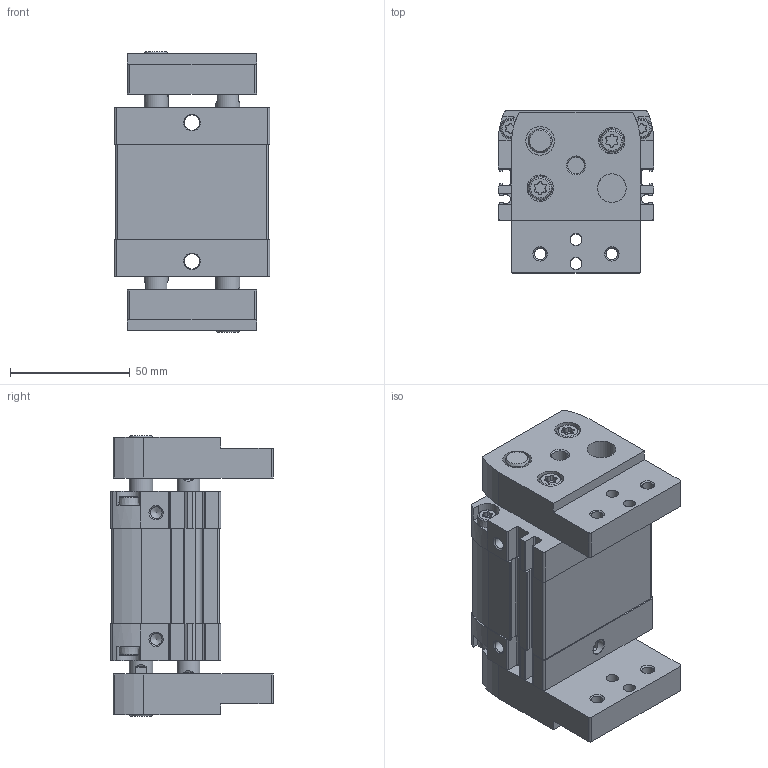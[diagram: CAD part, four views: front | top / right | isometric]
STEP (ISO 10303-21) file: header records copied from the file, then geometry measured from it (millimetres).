
FILE_DESCRIPTION(/* description */ ('STEP AP214'),/* implementation_level */ '2;1');
FILE_NAME(/* name */ '8112220_DHPL-20-40-P-A',/* time_stamp */ '2024-08-16T02:40:11+02:00',/* author */ ('License CC BY-ND 4.0'),/* organization */ ('CADENAS'),/* preprocessor_version */ 'ST-DEVELOPER v19.3',/* originating_system */ 'PARTsolutions',/* authorisation */ ' ');
FILE_SCHEMA (('AUTOMOTIVE_DESIGN {1 0 10303 214 3 1 1}'));
Length unit declared in the file: millimetre
Products named in the file (3): 8112220 DHPL-20-40-P-A---(0_high); 8112220 DHPL-20-40-P-A---(high_h); 8112220 DHPL-20-40-P-A---(high_s)
Assembly tree (3 placements, depth 2):
  8112220 DHPL-20-40-P-A---(0_high)
    8112220 DHPL-20-40-P-A---(high_h)
    8112220 DHPL-20-40-P-A---(high_s)  x2
Bounding box: 65 x 68 x 117.4 mm (x, y, z)
Volume: 287172.4 mm3; surface area: 74816.6 mm2
Topology: 3 solids, 3 shells, 510 faces, 1321 edges, 861 vertices
Faces by surface type: cylinder 276, plane 183, cone 41, torus 10
Full cylindrical faces by diameter (mm): 2 x2, 4 x1, 4.134 x2, 4.917 x6, 5 x4, 6.5 x4, 6.647 x2, 6.917 x2, 10 x10, 11 x4, 12 x5, 20 x4, 27 x1
Entity records: 13043 total; most frequent: DIRECTION 2388, CARTESIAN_POINT 2282, ORIENTED_EDGE 2066, EDGE_CURVE 1033, AXIS2_PLACEMENT_3D 935, VERTEX_POINT 721, FACE_BOUND 566, EDGE_LOOP 564
